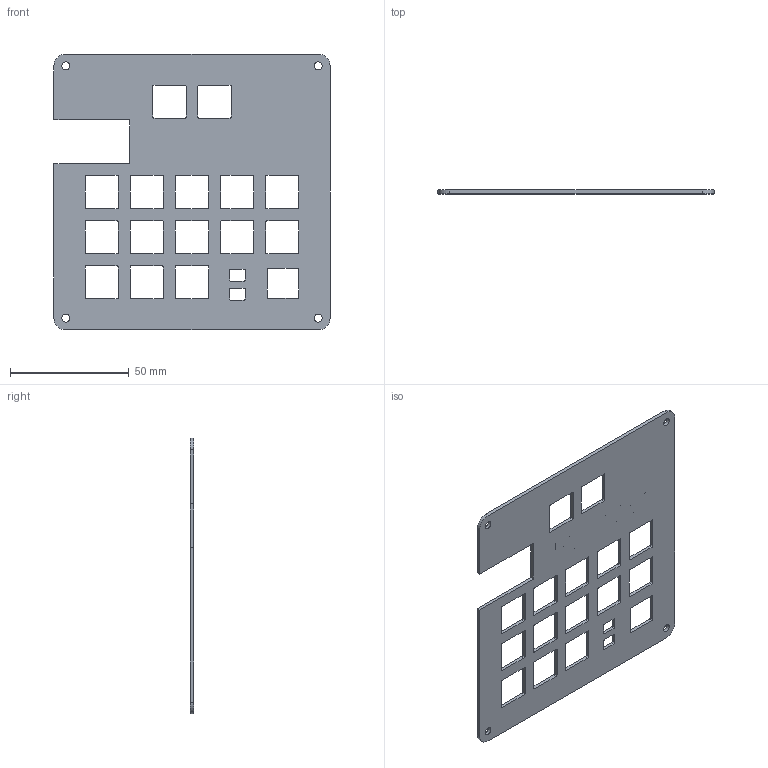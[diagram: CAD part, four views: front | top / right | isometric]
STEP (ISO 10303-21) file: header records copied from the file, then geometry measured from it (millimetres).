
FILE_DESCRIPTION(/* description */ (''),/* implementation_level */ '2;1');
FILE_NAME(/* name */ 'b0ce918c-8907-4aa2-bf72-3789f4be0e0f.step',/* time_stamp */ '2025-05-03T17:48:56Z',/* author */ (''),/* organization */ (''),/* preprocessor_version */ 'ST-DEVELOPER v20.1',/* originating_system */ 'Autodesk Translation Framework v14.4.0.0',/* authorisation */ '');
FILE_SCHEMA (('AUTOMOTIVE_DESIGN { 1 0 10303 214 3 1 1 }'));
Length unit declared in the file: millimetre
Products named in the file (1): Firepad v1 (top)
Bounding box: 116.4 x 1.5 x 116.3 mm (x, y, z)
Volume: 14395.6 mm3; surface area: 21962.5 mm2
Topology: 1 solids, 1 shells, 353 faces, 1017 edges, 678 vertices
Faces by surface type: plane 143, bspline 130, cylinder 80
Full cylindrical faces by diameter (mm): 3.4 x4
Entity records: 12912 total; most frequent: CARTESIAN_POINT 4259, ORIENTED_EDGE 2034, DIRECTION 1365, EDGE_CURVE 1017, VERTEX_POINT 678, LINE 597, VECTOR 597, EDGE_LOOP 409
